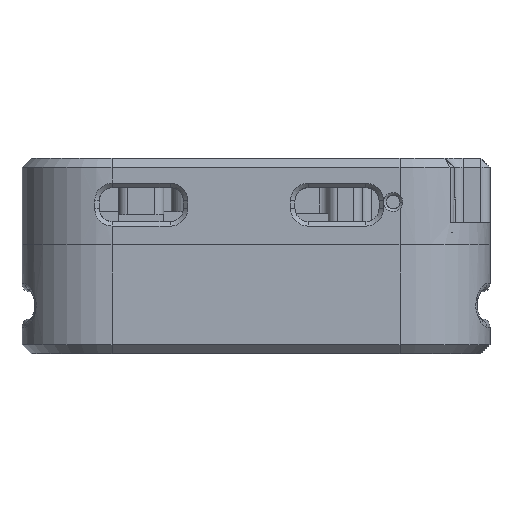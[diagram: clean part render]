
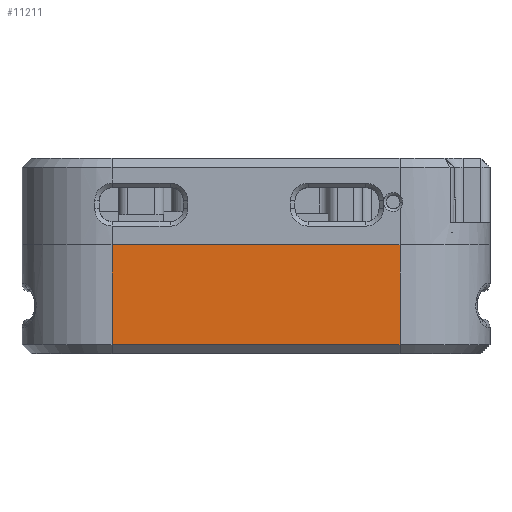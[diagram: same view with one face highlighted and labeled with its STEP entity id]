
A CAD part, front view. The second image highlights one B-rep face of the part: STEP entity #11211.
In plain terms, the highlighted planar face has unit normal (0, -1, 0).
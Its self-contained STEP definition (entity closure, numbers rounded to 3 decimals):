
#1204=PLANE('',#12190);
#1779=FACE_OUTER_BOUND('',#2435,.T.);
#2435=EDGE_LOOP('',(#10303,#10304,#10305,#10306));
#3472=LINE('',#20501,#4541);
#3516=LINE('',#21295,#4585);
#3518=LINE('',#21335,#4587);
#3519=LINE('',#21336,#4588);
#4541=VECTOR('',#14922,1.);
#4585=VECTOR('',#15058,1.);
#4587=VECTOR('',#15068,1.);
#4588=VECTOR('',#15069,1.);
#5604=VERTEX_POINT('',#20498);
#5605=VERTEX_POINT('',#20500);
#5653=VERTEX_POINT('',#21294);
#5658=VERTEX_POINT('',#21334);
#7147=EDGE_CURVE('',#5605,#5604,#3472,.T.);
#7223=EDGE_CURVE('',#5653,#5604,#3516,.T.);
#7229=EDGE_CURVE('',#5653,#5658,#3518,.T.);
#7230=EDGE_CURVE('',#5658,#5605,#3519,.T.);
#10303=ORIENTED_EDGE('',*,*,#7229,.T.);
#10304=ORIENTED_EDGE('',*,*,#7230,.T.);
#10305=ORIENTED_EDGE('',*,*,#7147,.T.);
#10306=ORIENTED_EDGE('',*,*,#7223,.F.);
#11211=ADVANCED_FACE('',(#1779),#1204,.T.);
#12190=AXIS2_PLACEMENT_3D('',#21333,#15066,#15067);
#14922=DIRECTION('',(-1.,0.,0.));
#15058=DIRECTION('',(0.,0.,1.));
#15066=DIRECTION('center_axis',(0.,-1.,0.));
#15067=DIRECTION('ref_axis',(-1.,0.,0.));
#15068=DIRECTION('',(1.,0.,0.));
#15069=DIRECTION('',(0.,0.,1.));
#20498=CARTESIAN_POINT('',(-16.,-26.,12.1));
#20500=CARTESIAN_POINT('',(16.,-26.,12.1));
#20501=CARTESIAN_POINT('',(13.,-26.,12.1));
#21294=CARTESIAN_POINT('',(-16.,-26.,1.));
#21295=CARTESIAN_POINT('',(-16.,-26.,0.));
#21333=CARTESIAN_POINT('Origin',(26.,-26.,0.));
#21334=CARTESIAN_POINT('',(16.,-26.,1.));
#21335=CARTESIAN_POINT('',(-16.,-26.,1.));
#21336=CARTESIAN_POINT('',(16.,-26.,0.));
